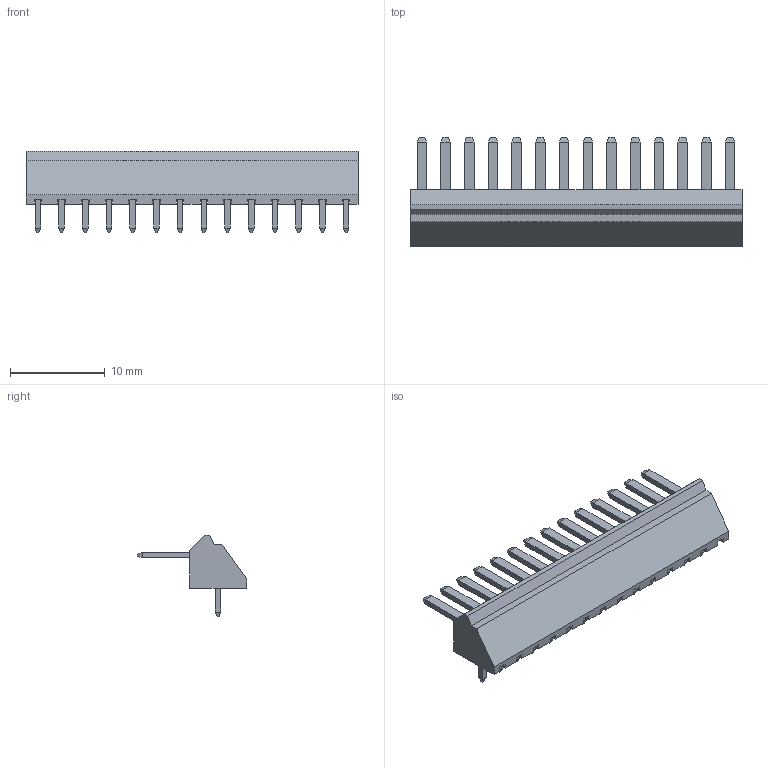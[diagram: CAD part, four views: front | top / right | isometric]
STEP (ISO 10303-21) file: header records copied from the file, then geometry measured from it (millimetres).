
FILE_DESCRIPTION(('FreeCAD Model'),'2;1');
FILE_NAME('Open CASCADE Shape Model','2021-07-29T10:05:54',( 'kicad StepUp'),('ksu MCAD'),'Open CASCADE STEP processor 7.4', 'FreeCAD','Unknown');
FILE_SCHEMA(('AUTOMOTIVE_DESIGN { 1 0 10303 214 1 1 1 1 }'));
Length unit declared in the file: millimetre
Products named in the file (1): JST_NH_BS14P-SHF-1AA_1x14_P2.50mm_Horizontal.copy
Bounding box: 35 x 11.5 x 8.6 mm (x, y, z)
Volume: 866.7 mm3; surface area: 1195.7 mm2
Topology: 29 solids, 29 shells, 346 faces, 752 edges, 464 vertices
Faces by surface type: plane 234, bspline 112
Entity records: 20714 total; most frequent: CARTESIAN_POINT 4187, DIRECTION 1942, ORIENTED_EDGE 1504, PCURVE 1504, DEFINITIONAL_REPRESENTATION 1504, LINE 1472, VECTOR 1472, B_SPLINE_CURVE_WITH_KNOTS 784
